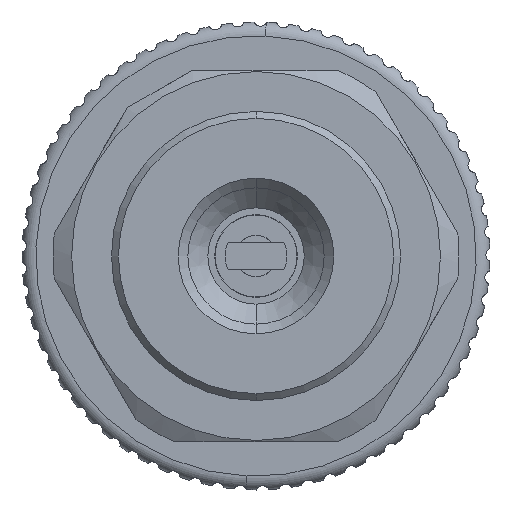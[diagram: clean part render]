
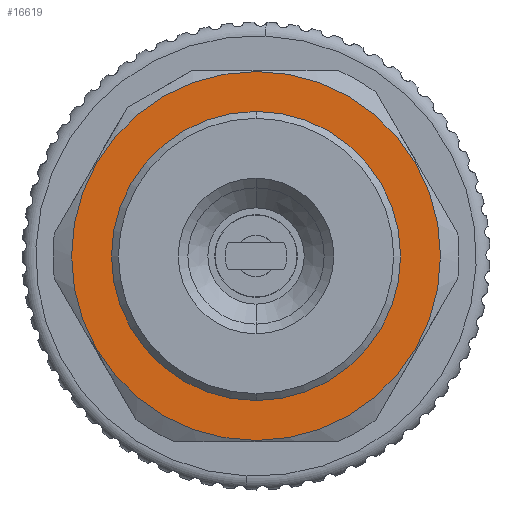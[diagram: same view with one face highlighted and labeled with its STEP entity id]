
A CAD part, front view. The second image highlights one B-rep face of the part: STEP entity #16619.
In plain terms, the highlighted face is planar.
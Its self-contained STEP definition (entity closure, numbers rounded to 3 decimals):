
#201 = DIRECTION ( 'NONE',  ( 0., 0., 1. ) ) ;
#894 = PLANE ( 'NONE',  #11715 ) ;
#1607 = DIRECTION ( 'NONE',  ( 0., 0., 1. ) ) ;
#1657 = DIRECTION ( 'NONE',  ( -1., 0., 0. ) ) ;
#1729 = CARTESIAN_POINT ( 'NONE',  ( 33.5, 0., 0. ) ) ;
#2245 = ORIENTED_EDGE ( 'NONE', *, *, #17446, .F. ) ;
#3144 = AXIS2_PLACEMENT_3D ( 'NONE', #19856, #10672, #201 ) ;
#5241 = EDGE_CURVE ( 'NONE', #11452, #9865, #13800, .T. ) ;
#5394 = CARTESIAN_POINT ( 'NONE',  ( 33.5, 0., 0. ) ) ;
#5740 = AXIS2_PLACEMENT_3D ( 'NONE', #1729, #1657, #1607 ) ;
#6053 = AXIS2_PLACEMENT_3D ( 'NONE', #5394, #16892, #7122 ) ;
#7051 = AXIS2_PLACEMENT_3D ( 'NONE', #18064, #8511, #19453 ) ;
#7122 = DIRECTION ( 'NONE',  ( 0., 0., 1. ) ) ;
#7667 = CARTESIAN_POINT ( 'NONE',  ( 33.5, 0., -10.5 ) ) ;
#8068 = CARTESIAN_POINT ( 'NONE',  ( 33.5, 0., -13.4 ) ) ;
#8501 = ORIENTED_EDGE ( 'NONE', *, *, #8523, .T. ) ;
#8511 = DIRECTION ( 'NONE',  ( -1., 0., 0. ) ) ;
#8523 = EDGE_CURVE ( 'NONE', #19409, #17558, #20911, .T. ) ;
#8778 = FACE_OUTER_BOUND ( 'NONE', #13737, .T. ) ;
#9660 = EDGE_CURVE ( 'NONE', #17558, #19409, #10955, .T. ) ;
#9720 = CARTESIAN_POINT ( 'NONE',  ( 33.5, 13.4, 0. ) ) ;
#9865 = VERTEX_POINT ( 'NONE', #17019 ) ;
#10672 = DIRECTION ( 'NONE',  ( -1., 0., 0. ) ) ;
#10955 = CIRCLE ( 'NONE', #7051, 10.5 ) ;
#11363 = DIRECTION ( 'NONE',  ( 0., 0., 1. ) ) ;
#11452 = VERTEX_POINT ( 'NONE', #8068 ) ;
#11715 = AXIS2_PLACEMENT_3D ( 'NONE', #9720, #20415, #11363 ) ;
#12801 = ORIENTED_EDGE ( 'NONE', *, *, #9660, .T. ) ;
#13737 = EDGE_LOOP ( 'NONE', ( #2245, #20304 ) ) ;
#13800 = CIRCLE ( 'NONE', #5740, 13.4 ) ;
#16593 = CIRCLE ( 'NONE', #3144, 13.4 ) ;
#16619 = ADVANCED_FACE ( 'NONE', ( #8778, #20958 ), #894, .F. ) ;
#16892 = DIRECTION ( 'NONE',  ( -1., 0., 0. ) ) ;
#17019 = CARTESIAN_POINT ( 'NONE',  ( 33.5, 0., 13.4 ) ) ;
#17446 = EDGE_CURVE ( 'NONE', #9865, #11452, #16593, .T. ) ;
#17558 = VERTEX_POINT ( 'NONE', #7667 ) ;
#18064 = CARTESIAN_POINT ( 'NONE',  ( 33.5, 0., 0. ) ) ;
#18144 = EDGE_LOOP ( 'NONE', ( #8501, #12801 ) ) ;
#18168 = CARTESIAN_POINT ( 'NONE',  ( 33.5, 0., 10.5 ) ) ;
#19409 = VERTEX_POINT ( 'NONE', #18168 ) ;
#19453 = DIRECTION ( 'NONE',  ( 0., 0., 1. ) ) ;
#19856 = CARTESIAN_POINT ( 'NONE',  ( 33.5, 0., 0. ) ) ;
#20304 = ORIENTED_EDGE ( 'NONE', *, *, #5241, .F. ) ;
#20415 = DIRECTION ( 'NONE',  ( -1., 0., 0. ) ) ;
#20911 = CIRCLE ( 'NONE', #6053, 10.5 ) ;
#20958 = FACE_BOUND ( 'NONE', #18144, .T. ) ;
